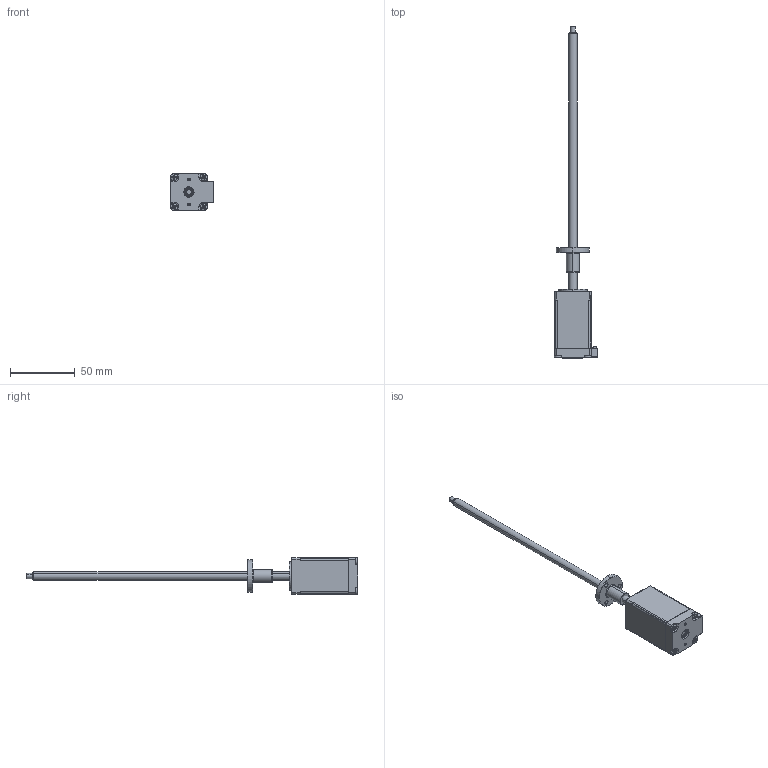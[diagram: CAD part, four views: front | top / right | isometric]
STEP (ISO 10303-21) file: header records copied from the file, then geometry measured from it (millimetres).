
FILE_DESCRIPTION (( 'STEP AP203' ), '1' );
FILE_NAME ('LE115S-E06127-200-AR1-S-100.STEP', '2018-08-10T07:01:55', ( '' ), ( '' ), 'SwSTEP 2.0', 'SolidWorks 2014', '' );
FILE_SCHEMA (( 'CONFIG_CONTROL_DESIGN' ));
Length unit declared in the file: millimetre
Products named in the file (1): LE115S-E06127-200-AR1-S-100
Bounding box: 33.2 x 256.2 x 28.4 mm (x, y, z)
Surface area: 14812.9 mm2 (no closed solid volume)
Topology: 0 solids, 28 shells, 250 faces, 904 edges, 649 vertices
Faces by surface type: cylinder 86, plane 84, cone 56, torus 16, sphere 8
Entity records: 10074 total; most frequent: CARTESIAN_POINT 2347, DIRECTION 1657, ORIENTED_EDGE 1381, EDGE_CURVE 904, VERTEX_POINT 649, AXIS2_PLACEMENT_3D 605, VECTOR 447, LINE 447
